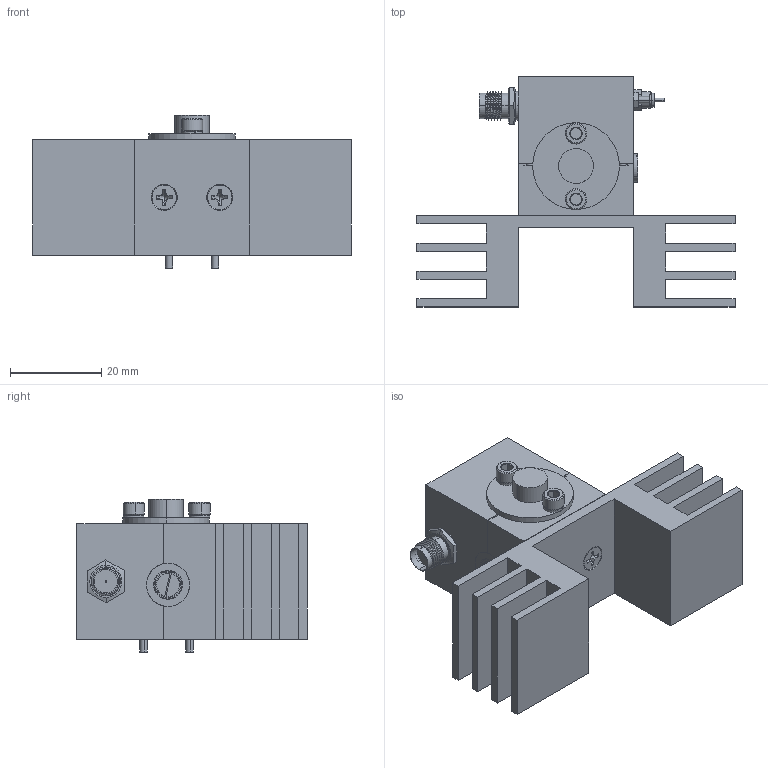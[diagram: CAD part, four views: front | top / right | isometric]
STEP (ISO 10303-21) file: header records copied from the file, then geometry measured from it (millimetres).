
FILE_DESCRIPTION (( 'STEP AP203' ), '1' );
FILE_NAME ('SOV-94304310-10-G1.STEP', '2019-04-03T22:59:22', ( '' ), ( '' ), 'SwSTEP 2.0', 'SolidWorks 2016', '' );
FILE_SCHEMA (( 'CONFIG_CONTROL_DESIGN' ));
Products named in the file (1): SOV-94304310-10-G1
Bounding box: 69.85 x 50.55 x 33.72 mm (x, y, z)
Volume: 31410.4 mm3; surface area: 25411.6 mm2
Topology: 34 solids, 35 shells, 1441 faces, 3723 edges, 2347 vertices
Faces by surface type: cylinder 701, plane 394, cone 305, bspline 39, torus 2
Entity records: 60951 total; most frequent: CARTESIAN_POINT 28648, ORIENTED_EDGE 7274, DIRECTION 6230, EDGE_CURVE 3637, VERTEX_POINT 2347, AXIS2_PLACEMENT_3D 2339, EDGE_LOOP 1558, VECTOR 1552
